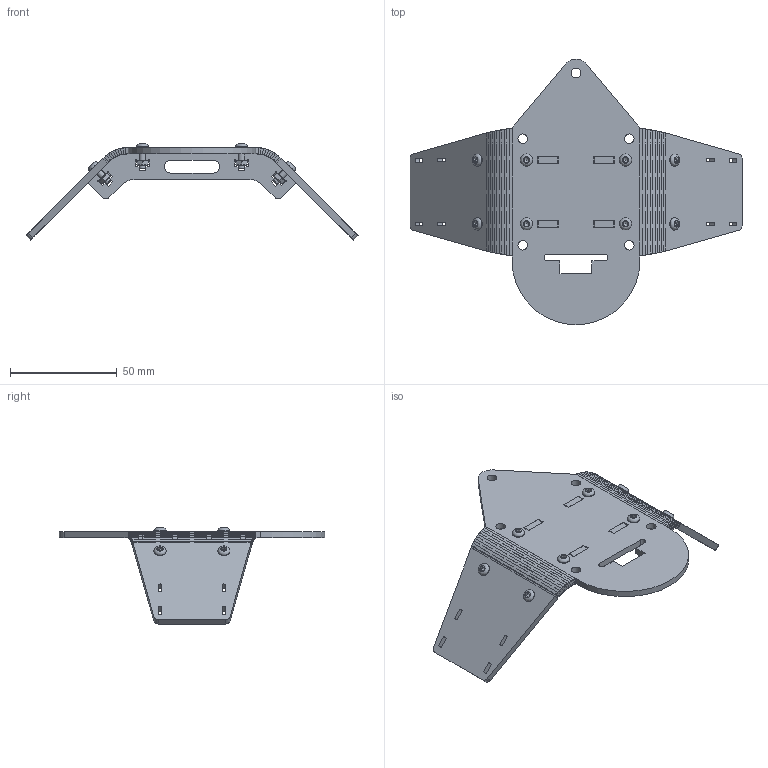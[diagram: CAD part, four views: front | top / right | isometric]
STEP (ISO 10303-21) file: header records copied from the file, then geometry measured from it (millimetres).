
FILE_DESCRIPTION(/* description */ (''),/* implementation_level */ '2;1');
FILE_NAME(/* name */ 'Cole''s Documents/Products/MaP/Design Files/Assembly Files/MaP-Head-Segment v4.step',/* time_stamp */ '2017-06-23T16:28:12-07:00',/* author */ (''),/* organization */ (''),/* preprocessor_version */ 'ST-DEVELOPER v16.13',/* originating_system */ 'Autodesk Translation Framework v6.1.1.50',/* authorisation */ '');
FILE_SCHEMA (('AUTOMOTIVE_DESIGN { 1 0 10303 214 3 1 1 }'));
Length unit declared in the file: millimetre
Products named in the file (8): MaP-Head-Segment v4; Segment 1; Bolted Connection1 (1) <1>; Bolted Connection2 (1) <1>; Bolted Connection3 (1) <1>; JIS B 1174 - M3 x 10; ISO 4032 - M3 - ISO; Brace 3
Assembly tree (22 placements, depth 3):
  MaP-Head-Segment v4
    Segment 1
    Brace 3  x2
    Bolted Connection1 (1) <1>
      JIS B 1174 - M3 x 10  x4
      ISO 4032 - M3 - ISO  x4
    Bolted Connection2 (1) <1>
      JIS B 1174 - M3 x 10  x2
      ISO 4032 - M3 - ISO  x2
    Bolted Connection3 (1) <1>
      JIS B 1174 - M3 x 10  x2
      ISO 4032 - M3 - ISO  x2
Bounding box: 155.87 x 124.66 x 45.08 mm (x, y, z)
Volume: 41987 mm3; surface area: 41789.6 mm2
Topology: 19 solids, 19 shells, 945 faces, 2645 edges, 1734 vertices
Faces by surface type: plane 556, bspline 200, cylinder 125, cone 48, torus 16
Full cylindrical faces by diameter (mm): 2.459 x8, 3 x8, 3.1 x8, 4.496 x4, 4.623 x1, 5.7 x8
Entity records: 28688 total; most frequent: CARTESIAN_POINT 10913, ORIENTED_EDGE 3838, DIRECTION 2866, EDGE_CURVE 1919, LINE 1326, VECTOR 1326, VERTEX_POINT 1279, EDGE_LOOP 850
